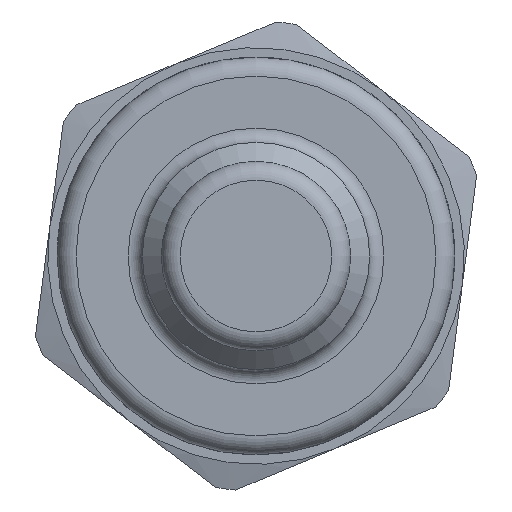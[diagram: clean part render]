
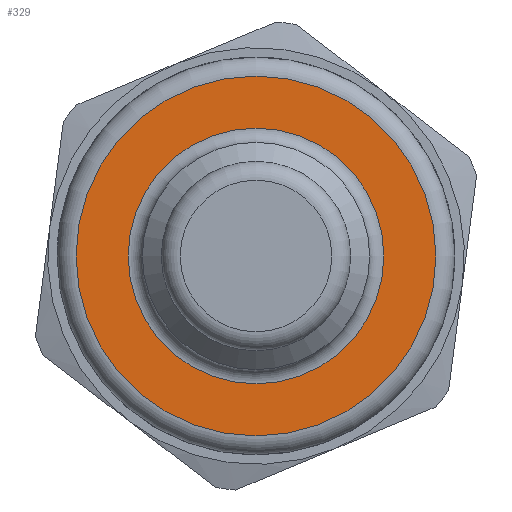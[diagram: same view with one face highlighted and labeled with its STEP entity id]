
A CAD part, left-side view. The second image highlights one B-rep face of the part: STEP entity #329.
In plain terms, the highlighted planar face has unit normal (-1, 0, 0).
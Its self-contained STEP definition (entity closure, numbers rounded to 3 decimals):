
#275=CARTESIAN_POINT('',(20.0,9.5,0.0));
#276=VERTEX_POINT('',#275);
#277=CARTESIAN_POINT('',(20.0,0.0,0.0));
#278=DIRECTION('',(1.0,0.0,0.0));
#279=DIRECTION('',(0.0,-1.0,0.0));
#280=AXIS2_PLACEMENT_3D('',#277,#278,#279);
#281=CIRCLE('',#280,9.5);
#282=EDGE_CURVE('',#276,#276,#281,.T.);
#310=CARTESIAN_POINT('',(20.0,8.25,0.0));
#311=DIRECTION('',(-1.0,0.0,0.0));
#312=DIRECTION('',(0.0,0.0,1.0));
#313=AXIS2_PLACEMENT_3D('',#310,#311,#312);
#314=PLANE('',#313);
#315=ORIENTED_EDGE('',*,*,#282,.F.);
#316=EDGE_LOOP('',(#315));
#317=FACE_OUTER_BOUND('',#316,.T.);
#318=CARTESIAN_POINT('',(20.0,6.75,0.));
#319=VERTEX_POINT('',#318);
#320=CARTESIAN_POINT('',(20.0,0.0,0.0));
#321=DIRECTION('',(-1.0,0.0,0.0));
#322=DIRECTION('',(0.0,-1.0,0.0));
#323=AXIS2_PLACEMENT_3D('',#320,#321,#322);
#324=CIRCLE('',#323,6.75);
#325=EDGE_CURVE('',#319,#319,#324,.T.);
#326=ORIENTED_EDGE('',*,*,#325,.F.);
#327=EDGE_LOOP('',(#326));
#328=FACE_BOUND('',#327,.T.);
#329=ADVANCED_FACE('',(#317,#328),#314,.T.);
